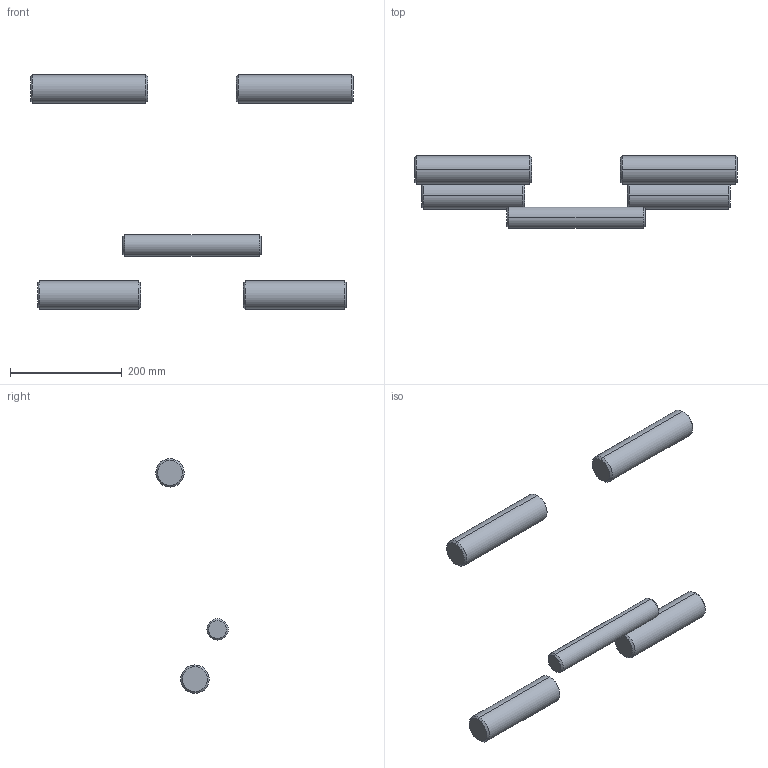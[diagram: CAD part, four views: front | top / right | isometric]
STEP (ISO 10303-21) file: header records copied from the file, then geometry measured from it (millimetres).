
FILE_DESCRIPTION (( 'STEP AP203' ), '1' );
FILE_NAME ('FrontFrame_Secondary.STEP', '2023-07-27T05:56:52', ( '' ), ( '' ), 'SwSTEP 2.0', 'SolidWorks 2021', '' );
FILE_SCHEMA (( 'CONFIG_CONTROL_DESIGN' ));
Length unit declared in the file: centimetre
Products named in the file (5): FrontFrame_Secondary; Part 7-5; Part 5-6; Part 6-5; Front Chassis _1_
Assembly tree (6 placements, depth 3):
  FrontFrame_Secondary
    Front Chassis _1_
      Part 7-5  x2
      Part 5-6
      Part 6-5  x2
Bounding box: 577.85 x 129.48 x 419.92 mm (x, y, z)
Volume: 1870963 mm3; surface area: 170849.7 mm2
Topology: 5 solids, 5 shells, 40 faces, 70 edges, 40 vertices
Faces by surface type: cone 20, cylinder 10, plane 10
Entity records: 1165 total; most frequent: DIRECTION 134, CARTESIAN_POINT 100, ORIENTED_EDGE 84, AXIS2_PLACEMENT_3D 58, PERSON_AND_ORGANIZATION 46, EDGE_CURVE 42, COORDINATED_UNIVERSAL_TIME_OFFSET 37, DATE_AND_TIME 37
